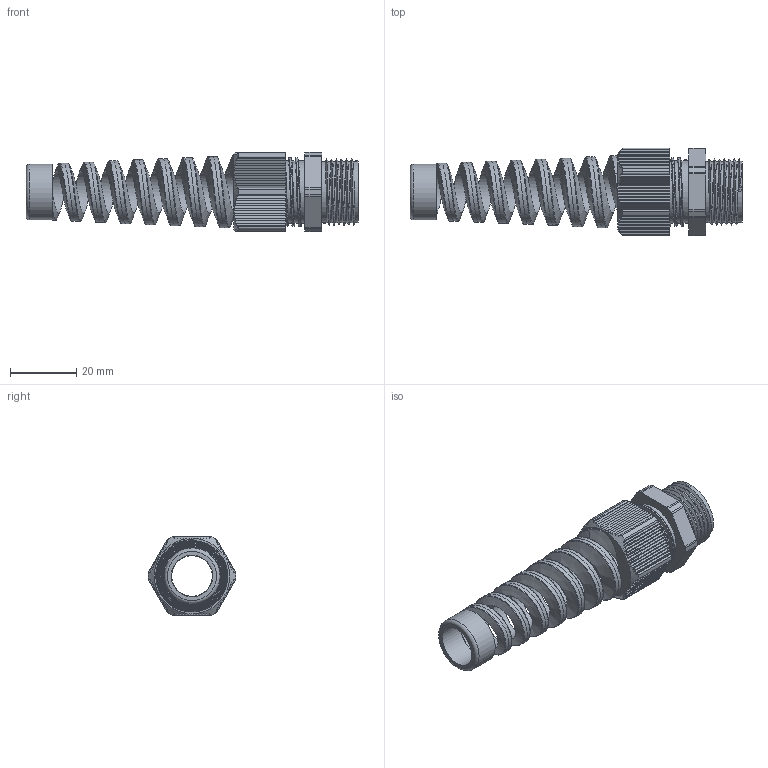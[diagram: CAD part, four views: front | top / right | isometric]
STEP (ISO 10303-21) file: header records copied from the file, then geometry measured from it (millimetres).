
FILE_DESCRIPTION(/* description */ ('Euro-Top mit BS M20x1,5'),/* implementation_level */ '2;1');
FILE_NAME(/* name */ '11380520-RST.stp',/* time_stamp */ '2016-06-24T12:06:27+02:00',/* author */ ('SL'),/* organization */ (''),/* preprocessor_version */ 'ST-DEVELOPER v15.2',/* originating_system */ 'Autodesk Inventor 2014',/* authorisation */ '');
FILE_SCHEMA (('AUTOMOTIVE_DESIGN { 1 0 10303 214 3 1 1 }'));
Length unit declared in the file: millimetre
Products named in the file (7): Euro-Top-BS-09-BT-0002-11380520; Euro-Top-BS-09-BT-0001-11380520; Euro-Top-BS-09-BT-0004-11380520; Euro-Top-BS-09-BT-0005-11380520; Euro-Top-BS-09-BG-0001-11380520-BS; Euro-Top-BS-09-BT-0003-11380520; Euro-Top-BS-09-BG-0002-11380520
Assembly tree (6 placements, depth 3):
  Euro-Top-BS-09-BG-0002-11380520
    Euro-Top-BS-09-BT-0002-11380520
    Euro-Top-BS-09-BG-0001-11380520-BS
      Euro-Top-BS-09-BT-0001-11380520
      Euro-Top-BS-09-BT-0004-11380520
      Euro-Top-BS-09-BT-0005-11380520
    Euro-Top-BS-09-BT-0003-11380520
Bounding box: 100.5 x 26.55 x 24 mm (x, y, z)
Volume: 13948.9 mm3; surface area: 17212.1 mm2
Topology: 5 solids, 5 shells, 469 faces, 1300 edges, 847 vertices
Faces by surface type: plane 256, cylinder 135, bspline 46, torus 22, cone 10
Full cylindrical faces by diameter (mm): 12.3 x1, 12.6 x1, 12.7 x1, 14.72 x1, 15.3 x1, 15.55 x1, 16.9 x1, 18.478 x7, 18.834 x6, 21.3 x5
Entity records: 38244 total; most frequent: CARTESIAN_POINT 27363, ORIENTED_EDGE 2454, DIRECTION 2008, EDGE_CURVE 1227, VERTEX_POINT 811, AXIS2_PLACEMENT_3D 692, LINE 624, VECTOR 624
